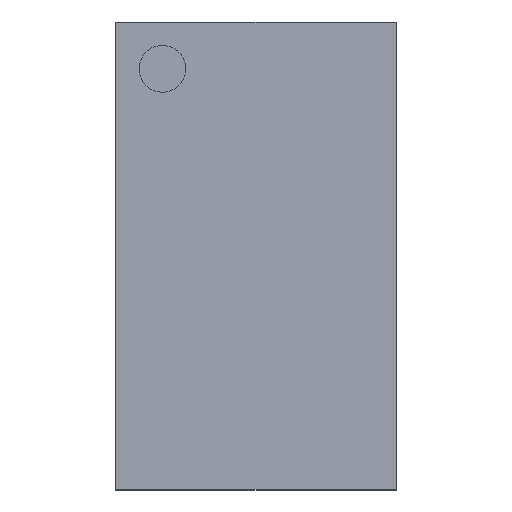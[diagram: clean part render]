
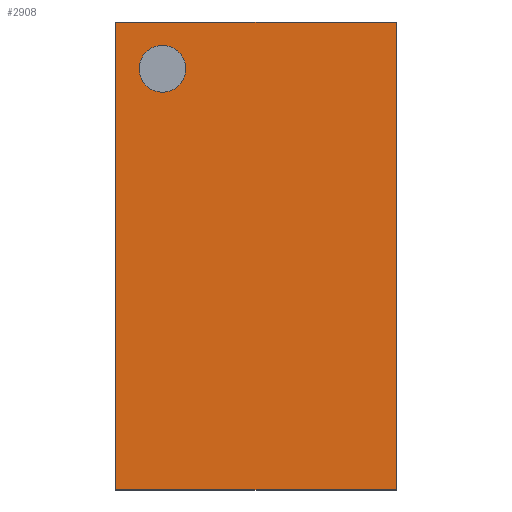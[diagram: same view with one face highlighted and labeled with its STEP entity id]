
A CAD part, top view. The second image highlights one B-rep face of the part: STEP entity #2908.
In plain terms, the highlighted planar face has unit normal (0, 0, 1).
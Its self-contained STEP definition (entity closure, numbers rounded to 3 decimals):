
#54=FACE_BOUND('',#401,.T.);
#88=CIRCLE('',#3129,0.25);
#225=FACE_OUTER_BOUND('',#400,.T.);
#400=EDGE_LOOP('',(#2283,#2284,#2285,#2286));
#401=EDGE_LOOP('',(#2287));
#653=LINE('',#4474,#997);
#666=LINE('',#4498,#1010);
#673=LINE('',#4507,#1017);
#675=LINE('',#4510,#1019);
#997=VECTOR('',#3615,5.);
#1010=VECTOR('',#3638,5.);
#1017=VECTOR('',#3647,3.);
#1019=VECTOR('',#3651,3.);
#1321=VERTEX_POINT('',#4471);
#1322=VERTEX_POINT('',#4473);
#1325=VERTEX_POINT('',#4485);
#1327=VERTEX_POINT('',#4495);
#1328=VERTEX_POINT('',#4497);
#1647=EDGE_CURVE('',#1322,#1321,#653,.T.);
#1655=EDGE_CURVE('',#1325,#1325,#88,.T.);
#1662=EDGE_CURVE('',#1328,#1327,#666,.T.);
#1669=EDGE_CURVE('',#1321,#1328,#673,.T.);
#1671=EDGE_CURVE('',#1327,#1322,#675,.T.);
#2283=ORIENTED_EDGE('',*,*,#1671,.T.);
#2284=ORIENTED_EDGE('',*,*,#1647,.T.);
#2285=ORIENTED_EDGE('',*,*,#1669,.T.);
#2286=ORIENTED_EDGE('',*,*,#1662,.T.);
#2287=ORIENTED_EDGE('',*,*,#1655,.T.);
#2750=PLANE('',#3135);
#2908=ADVANCED_FACE('',(#225,#54),#2750,.T.);
#3129=AXIS2_PLACEMENT_3D('',#4486,#3626,#3627);
#3135=AXIS2_PLACEMENT_3D('',#4512,#3654,#3655);
#3615=DIRECTION('',(0.,-1.,0.));
#3626=DIRECTION('center_axis',(0.,0.,-1.));
#3627=DIRECTION('ref_axis',(-1.,0.,0.));
#3638=DIRECTION('',(0.,1.,0.));
#3647=DIRECTION('',(1.,0.,0.));
#3651=DIRECTION('',(-1.,0.,0.));
#3654=DIRECTION('center_axis',(0.,0.,1.));
#3655=DIRECTION('ref_axis',(1.,0.,0.));
#4471=CARTESIAN_POINT('',(-1.5,-2.5,0.8));
#4473=CARTESIAN_POINT('',(-1.5,2.5,0.8));
#4474=CARTESIAN_POINT('',(-1.5,-2.5,0.8));
#4485=CARTESIAN_POINT('',(-0.75,2.,0.8));
#4486=CARTESIAN_POINT('Origin',(-1.,2.,0.8));
#4495=CARTESIAN_POINT('',(1.5,2.5,0.8));
#4497=CARTESIAN_POINT('',(1.5,-2.5,0.8));
#4498=CARTESIAN_POINT('',(1.5,2.5,0.8));
#4507=CARTESIAN_POINT('',(1.5,-2.5,0.8));
#4510=CARTESIAN_POINT('',(-1.5,2.5,0.8));
#4512=CARTESIAN_POINT('Origin',(0.,0.,0.8));
